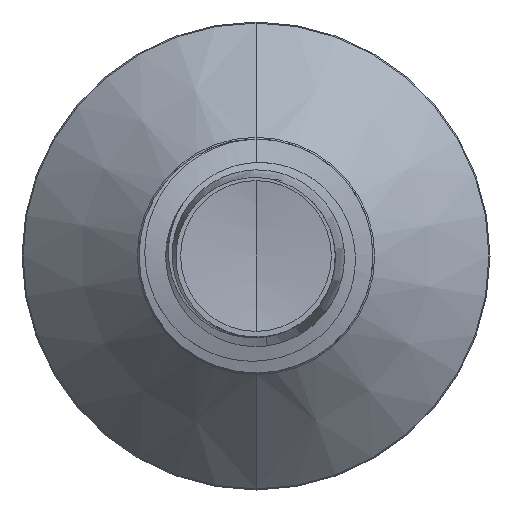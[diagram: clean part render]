
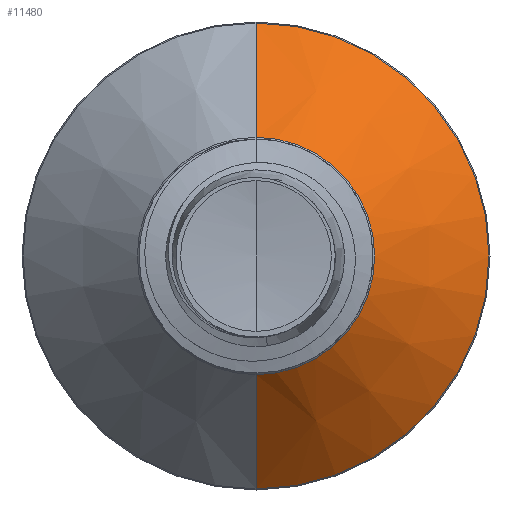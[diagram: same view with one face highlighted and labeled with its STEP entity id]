
A CAD part, front view. The second image highlights one B-rep face of the part: STEP entity #11480.
In plain terms, the highlighted conical face has half-angle 45 degrees and reference radius 1.522 mm.
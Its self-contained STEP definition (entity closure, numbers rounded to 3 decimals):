
#180 = VECTOR ( 'NONE', #8903, 1000. ) ;
#793 = CONICAL_SURFACE ( 'NONE', #4931, 1.522, 0.785 ) ;
#1394 = VERTEX_POINT ( 'NONE', #8510 ) ;
#1896 = DIRECTION ( 'NONE',  ( 0., 0., 1. ) ) ;
#1907 = DIRECTION ( 'NONE',  ( 0., 1., 0. ) ) ;
#1911 = CARTESIAN_POINT ( 'NONE',  ( 0., 4.437, 0. ) ) ;
#2020 = CARTESIAN_POINT ( 'NONE',  ( 0., 4.437, -2.987 ) ) ;
#2498 = EDGE_CURVE ( 'NONE', #6020, #13002, #10419, .T. ) ;
#3542 = EDGE_CURVE ( 'NONE', #9660, #13002, #4369, .T. ) ;
#3745 = EDGE_CURVE ( 'NONE', #1394, #9660, #8819, .T. ) ;
#4068 = EDGE_CURVE ( 'NONE', #1394, #6020, #8585, .T. ) ;
#4369 = LINE ( 'NONE', #9034, #180 ) ;
#4636 = CARTESIAN_POINT ( 'NONE',  ( 0., 2.972, 0. ) ) ;
#4922 = FACE_OUTER_BOUND ( 'NONE', #9994, .T. ) ;
#4931 = AXIS2_PLACEMENT_3D ( 'NONE', #4636, #9218, #9921 ) ;
#5310 = ORIENTED_EDGE ( 'NONE', *, *, #4068, .F. ) ;
#5330 = VECTOR ( 'NONE', #6321, 1000. ) ;
#5353 = CARTESIAN_POINT ( 'NONE',  ( 0., 4.437, 2.987 ) ) ;
#5944 = AXIS2_PLACEMENT_3D ( 'NONE', #1911, #1907, #1896 ) ;
#6020 = VERTEX_POINT ( 'NONE', #5353 ) ;
#6228 = CARTESIAN_POINT ( 'NONE',  ( 0., 2.972, 1.522 ) ) ;
#6321 = DIRECTION ( 'NONE',  ( 0., 0.707, 0.707 ) ) ;
#6831 = CARTESIAN_POINT ( 'NONE',  ( 0., 2.972, -1.522 ) ) ;
#6990 = DIRECTION ( 'NONE',  ( 0., 0., 1. ) ) ;
#7011 = DIRECTION ( 'NONE',  ( 0., 1., 0. ) ) ;
#7012 = CARTESIAN_POINT ( 'NONE',  ( 0., 2.972, 0. ) ) ;
#7623 = ORIENTED_EDGE ( 'NONE', *, *, #2498, .F. ) ;
#8510 = CARTESIAN_POINT ( 'NONE',  ( 0., 2.972, 1.522 ) ) ;
#8585 = LINE ( 'NONE', #6228, #5330 ) ;
#8643 = AXIS2_PLACEMENT_3D ( 'NONE', #7012, #7011, #6990 ) ;
#8819 = CIRCLE ( 'NONE', #8643, 1.522 ) ;
#8903 = DIRECTION ( 'NONE',  ( 0., 0.707, -0.707 ) ) ;
#9034 = CARTESIAN_POINT ( 'NONE',  ( 0., 2.972, -1.522 ) ) ;
#9218 = DIRECTION ( 'NONE',  ( 0., 1., 0. ) ) ;
#9660 = VERTEX_POINT ( 'NONE', #6831 ) ;
#9921 = DIRECTION ( 'NONE',  ( 0., 0., 1. ) ) ;
#9994 = EDGE_LOOP ( 'NONE', ( #13397, #10942, #7623, #5310 ) ) ;
#10419 = CIRCLE ( 'NONE', #5944, 2.987 ) ;
#10942 = ORIENTED_EDGE ( 'NONE', *, *, #3542, .T. ) ;
#11480 = ADVANCED_FACE ( 'NONE', ( #4922 ), #793, .T. ) ;
#13002 = VERTEX_POINT ( 'NONE', #2020 ) ;
#13397 = ORIENTED_EDGE ( 'NONE', *, *, #3745, .T. ) ;
